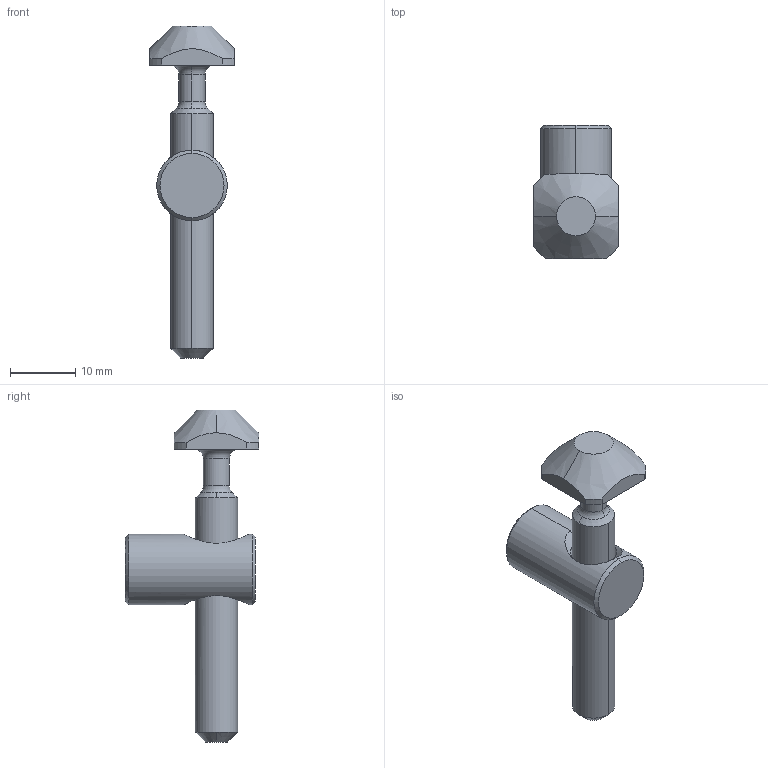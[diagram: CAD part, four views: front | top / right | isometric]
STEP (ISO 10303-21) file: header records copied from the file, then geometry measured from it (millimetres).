
FILE_DESCRIPTION (( 'STEP AP214' ), '1' );
FILE_NAME ('FIXE08H1417-Fixation centrale Angulaire pliable 8- Perpendiculaire.step', '2023-03-24T10:08:15', ( 'Altae' ), ( '' ), 'SwSTEP 2.0', 'SolidWorks 2021', '' );
FILE_SCHEMA (( 'AUTOMOTIVE_DESIGN' ));
Length unit declared in the file: millimetre
Products named in the file (1): FIXE08H1417-Fixation centrale Angulaire pliable 8- Perpendiculaire
Bounding box: 13 x 20.5 x 51 mm (x, y, z)
Volume: 3382.3 mm3; surface area: 2859.7 mm2
Topology: 3 solids, 3 shells, 61 faces, 155 edges, 99 vertices
Faces by surface type: cone 22, plane 18, cylinder 16, torus 4, sphere 1
Entity records: 2303 total; most frequent: CARTESIAN_POINT 759, DIRECTION 323, ORIENTED_EDGE 306, EDGE_CURVE 153, AXIS2_PLACEMENT_3D 128, VERTEX_POINT 98, LINE 67, VECTOR 67
